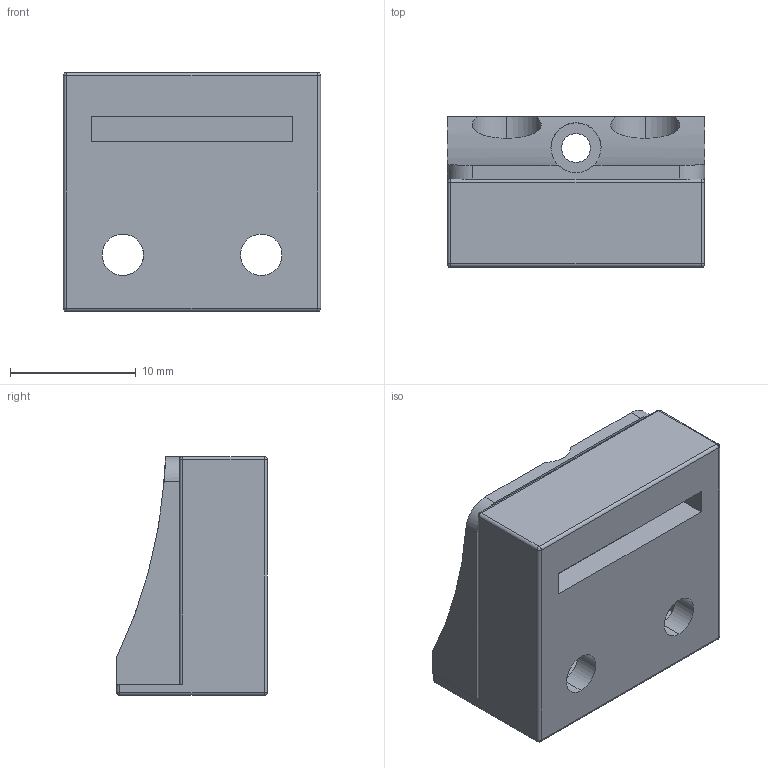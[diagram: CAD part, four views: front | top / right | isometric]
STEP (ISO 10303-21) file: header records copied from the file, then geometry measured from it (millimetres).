
FILE_DESCRIPTION (( 'STEP AP203' ), '1' );
FILE_NAME ('CANbus Mount.STEP', '2025-03-30T19:19:24', ( '' ), ( '' ), 'SwSTEP 2.0', 'SolidWorks 2023', '' );
FILE_SCHEMA (( 'CONFIG_CONTROL_DESIGN' ));
Length unit declared in the file: millimetre
Products named in the file (3): BT-0012; BT-0011; CANbus Mount
Assembly tree (2 placements, depth 2):
  CANbus Mount
    BT-0011
    BT-0012
Bounding box: 20.45 x 12 x 19 mm (x, y, z)
Volume: 1851.5 mm3; surface area: 3030 mm2
Topology: 2 solids, 2 shells, 69 faces, 177 edges, 104 vertices
Faces by surface type: cylinder 36, plane 25, sphere 8
Entity records: 2492 total; most frequent: CARTESIAN_POINT 510, DIRECTION 371, ORIENTED_EDGE 338, EDGE_CURVE 169, AXIS2_PLACEMENT_3D 139, VERTEX_POINT 104, LINE 93, VECTOR 93
